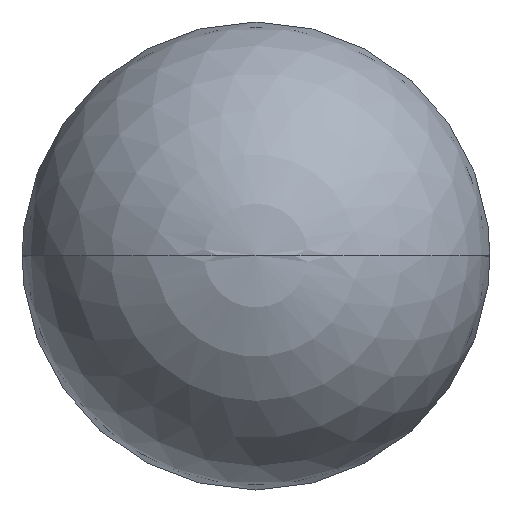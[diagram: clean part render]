
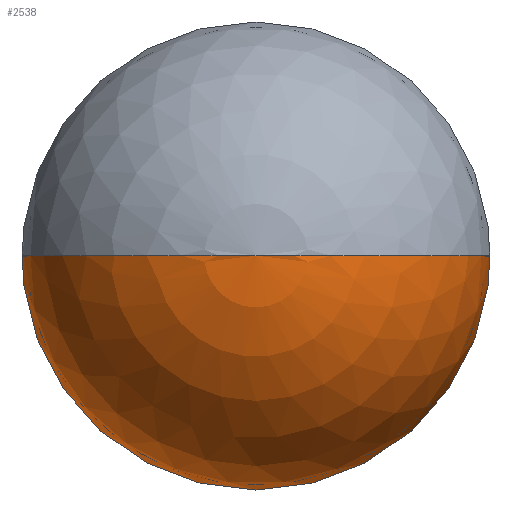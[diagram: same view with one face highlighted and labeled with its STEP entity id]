
A CAD part, top view. The second image highlights one B-rep face of the part: STEP entity #2538.
In plain terms, the highlighted spherical face has radius 0.75 mm.
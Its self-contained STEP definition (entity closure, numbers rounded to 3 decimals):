
#801=CARTESIAN_POINT('',(0.,0.,-0.2));
#802=DIRECTION('',(0.,-1.,0.));
#803=DIRECTION('',(0.977,0.,-0.214));
#804=AXIS2_PLACEMENT_3D('',#801,#802,#803);
#806=CARTESIAN_POINT('',(0.,0.,-0.361));
#807=DIRECTION('',(0.,0.,-1.));
#808=DIRECTION('',(1.,0.,0.));
#809=AXIS2_PLACEMENT_3D('',#806,#807,#808);
#811=CARTESIAN_POINT('',(0.,0.,-0.2));
#812=DIRECTION('',(0.,1.,0.));
#813=DIRECTION('',(-0.977,0.,-0.214));
#814=AXIS2_PLACEMENT_3D('',#811,#812,#813);
#874=CARTESIAN_POINT('',(0.733,0.,-0.361));
#875=CARTESIAN_POINT('',(0.,0.,0.55));
#876=VERTEX_POINT('',#874);
#877=VERTEX_POINT('',#875);
#878=CARTESIAN_POINT('',(-0.733,0.,-0.361));
#879=VERTEX_POINT('',#878);
#2526=CARTESIAN_POINT('',(0.,0.,-0.2));
#2527=DIRECTION('',(0.,0.,1.));
#2528=DIRECTION('',(1.,0.,0.));
#2529=AXIS2_PLACEMENT_3D('',#2526,#2527,#2528);
#2530=SPHERICAL_SURFACE('',#2529,0.75);
#2532=ORIENTED_EDGE('',*,*,#2531,.F.);
#2533=ORIENTED_EDGE('',*,*,#1806,.T.);
#2535=ORIENTED_EDGE('',*,*,#2534,.T.);
#2536=EDGE_LOOP('',(#2532,#2533,#2535));
#2537=FACE_OUTER_BOUND('',#2536,.F.);
#2538=ADVANCED_FACE('',(#2537),#2530,.T.);
#805=CIRCLE('',#804,0.75);
#810=CIRCLE('',#809,0.733);
#815=CIRCLE('',#814,0.75);
#1806=EDGE_CURVE('',#876,#879,#810,.T.);
#2531=EDGE_CURVE('',#876,#877,#805,.T.);
#2534=EDGE_CURVE('',#879,#877,#815,.T.);
